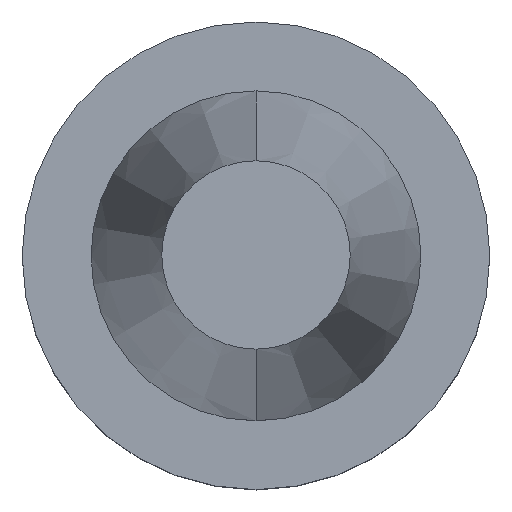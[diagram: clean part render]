
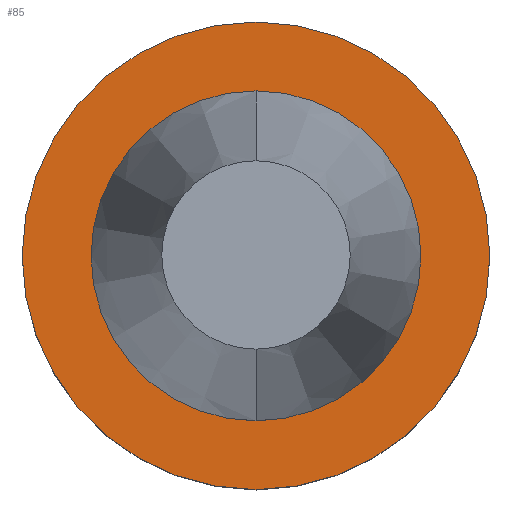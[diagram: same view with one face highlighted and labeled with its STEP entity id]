
A CAD part, top view. The second image highlights one B-rep face of the part: STEP entity #85.
In plain terms, the highlighted planar face has unit normal (0, 0, 1).
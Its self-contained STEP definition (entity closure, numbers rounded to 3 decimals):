
#6 = DIRECTION ( 'NONE',  ( 0., -1., 0. ) ) ;
#28 = VERTEX_POINT ( 'NONE', #759 ) ;
#51 = EDGE_LOOP ( 'NONE', ( #767, #473 ) ) ;
#63 = AXIS2_PLACEMENT_3D ( 'NONE', #112, #585, #218 ) ;
#70 = EDGE_CURVE ( 'NONE', #414, #723, #155, .T. ) ;
#76 = DIRECTION ( 'NONE',  ( 0., 0., -1. ) ) ;
#85 = ADVANCED_FACE ( 'NONE', ( #408, #649 ), #426, .F. ) ;
#93 = VERTEX_POINT ( 'NONE', #136 ) ;
#112 = CARTESIAN_POINT ( 'NONE',  ( 0., 0., -1. ) ) ;
#122 = AXIS2_PLACEMENT_3D ( 'NONE', #206, #326, #497 ) ;
#136 = CARTESIAN_POINT ( 'NONE',  ( 0., -22.225, -1. ) ) ;
#155 = CIRCLE ( 'NONE', #63, 31.5 ) ;
#206 = CARTESIAN_POINT ( 'NONE',  ( 0., 0., -1. ) ) ;
#218 = DIRECTION ( 'NONE',  ( 0., -1., 0. ) ) ;
#226 = ORIENTED_EDGE ( 'NONE', *, *, #70, .T. ) ;
#227 = EDGE_CURVE ( 'NONE', #723, #414, #385, .T. ) ;
#230 = AXIS2_PLACEMENT_3D ( 'NONE', #570, #271, #692 ) ;
#271 = DIRECTION ( 'NONE',  ( 0., 0., 1. ) ) ;
#287 = EDGE_LOOP ( 'NONE', ( #624, #226 ) ) ;
#295 = CARTESIAN_POINT ( 'NONE',  ( 0., 0., -1. ) ) ;
#326 = DIRECTION ( 'NONE',  ( 0., 0., 1. ) ) ;
#340 = CARTESIAN_POINT ( 'NONE',  ( 0., 31.5, -1. ) ) ;
#385 = CIRCLE ( 'NONE', #122, 31.5 ) ;
#408 = FACE_BOUND ( 'NONE', #51, .T. ) ;
#414 = VERTEX_POINT ( 'NONE', #340 ) ;
#416 = CIRCLE ( 'NONE', #613, 22.225 ) ;
#426 = PLANE ( 'NONE',  #599 ) ;
#467 = EDGE_CURVE ( 'NONE', #93, #28, #416, .T. ) ;
#473 = ORIENTED_EDGE ( 'NONE', *, *, #636, .F. ) ;
#497 = DIRECTION ( 'NONE',  ( 0., -1., 0. ) ) ;
#542 = DIRECTION ( 'NONE',  ( 0., 0., 1. ) ) ;
#565 = CIRCLE ( 'NONE', #230, 22.225 ) ;
#570 = CARTESIAN_POINT ( 'NONE',  ( 0., 0., -1. ) ) ;
#585 = DIRECTION ( 'NONE',  ( 0., 0., 1. ) ) ;
#599 = AXIS2_PLACEMENT_3D ( 'NONE', #609, #76, #669 ) ;
#609 = CARTESIAN_POINT ( 'NONE',  ( 0., 31.5, -1. ) ) ;
#613 = AXIS2_PLACEMENT_3D ( 'NONE', #295, #542, #6 ) ;
#624 = ORIENTED_EDGE ( 'NONE', *, *, #227, .T. ) ;
#636 = EDGE_CURVE ( 'NONE', #28, #93, #565, .T. ) ;
#649 = FACE_OUTER_BOUND ( 'NONE', #287, .T. ) ;
#650 = CARTESIAN_POINT ( 'NONE',  ( 0., -31.5, -1. ) ) ;
#669 = DIRECTION ( 'NONE',  ( 0., 1., 0. ) ) ;
#692 = DIRECTION ( 'NONE',  ( 0., -1., 0. ) ) ;
#723 = VERTEX_POINT ( 'NONE', #650 ) ;
#759 = CARTESIAN_POINT ( 'NONE',  ( 0., 22.225, -1. ) ) ;
#767 = ORIENTED_EDGE ( 'NONE', *, *, #467, .F. ) ;
